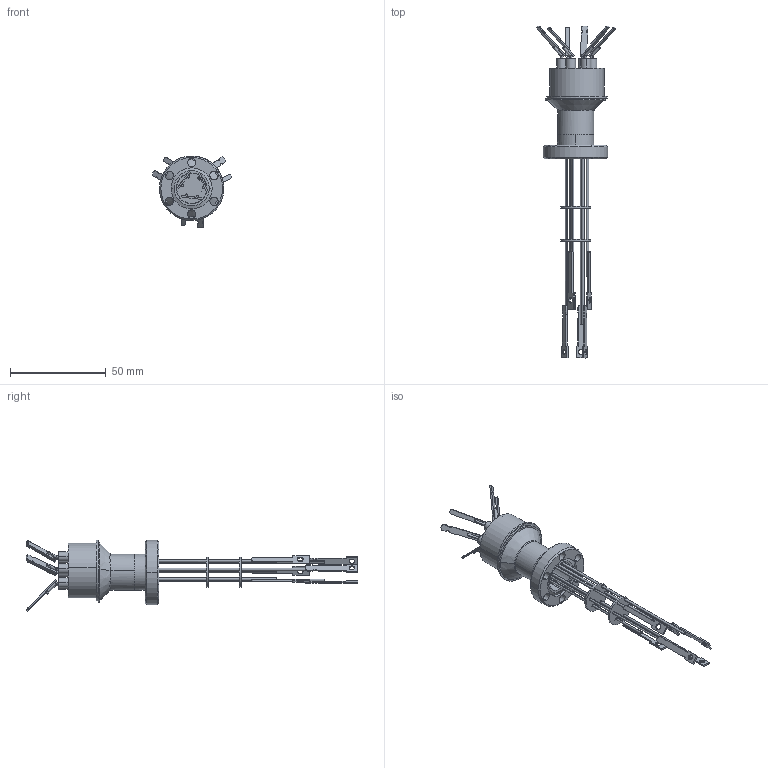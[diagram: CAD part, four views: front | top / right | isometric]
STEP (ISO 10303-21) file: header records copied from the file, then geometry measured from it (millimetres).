
FILE_DESCRIPTION (( 'STEP AP203' ), '1' );
FILE_NAME ('A0734-1-CF.STEP', '2011-11-17T17:41:59', ( '' ), ( '' ), 'SwSTEP 2.0', 'SolidWorks 2011', '' );
FILE_SCHEMA (( 'CONFIG_CONTROL_DESIGN' ));
Length unit declared in the file: inch
Products named in the file (1): A0734-1-CF
Bounding box: 41.67 x 173.67 x 37.64 mm (x, y, z)
Volume: 12189.9 mm3; surface area: 18363.6 mm2
Topology: 1 solids, 1 shells, 493 faces, 1308 edges, 862 vertices
Faces by surface type: cylinder 250, plane 181, bspline 24, cone 22, torus 16
Entity records: 17743 total; most frequent: CARTESIAN_POINT 4946, DIRECTION 2772, ORIENTED_EDGE 2616, EDGE_CURVE 1308, AXIS2_PLACEMENT_3D 1088, VERTEX_POINT 862, EDGE_LOOP 626, CIRCLE 618
